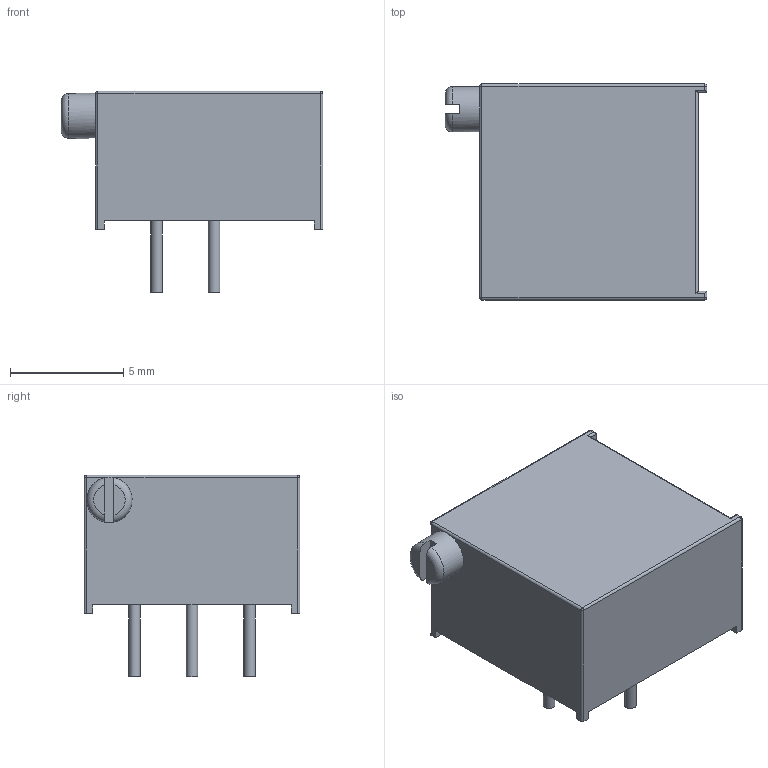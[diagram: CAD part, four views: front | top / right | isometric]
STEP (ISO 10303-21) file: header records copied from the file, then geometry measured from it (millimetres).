
FILE_DESCRIPTION(/* description */ ('model of Potentiometer_Bourns_3299P_Horizontal'),/* implementation_level */ '2;1');
FILE_NAME(/* name */ 'Potentiometer_Bourns_3299P_Horizontal.step',/* time_stamp */ '2019-07-13T18:59:58',/* author */ ('kicad StepUp','ksu'),/* organization */ ('FreeCAD'),/* preprocessor_version */ 'OCC',/* originating_system */ 'kicad StepUp',/* authorisation */ '');
FILE_SCHEMA(('AUTOMOTIVE_DESIGN { 1 0 10303 214 1 1 1 1 }'));
Length unit declared in the file: millimetre
Products named in the file (1): Bourns_3299P
Bounding box: 11.55 x 9.53 x 8.9 mm (x, y, z)
Volume: 535.1 mm3; surface area: 439.7 mm2
Topology: 1 solids, 1 shells, 53 faces, 127 edges, 75 vertices
Faces by surface type: plane 28, cylinder 16, sphere 4, revolution 3, torus 2
Full cylindrical faces by diameter (mm): 0.51 x3, 2 x1
Entity records: 1953 total; most frequent: CARTESIAN_POINT 343, DIRECTION 262, ORIENTED_EDGE 246, EDGE_CURVE 123, AXIS2_PLACEMENT_3D 91, LINE 77, VECTOR 77, VERTEX_POINT 75
